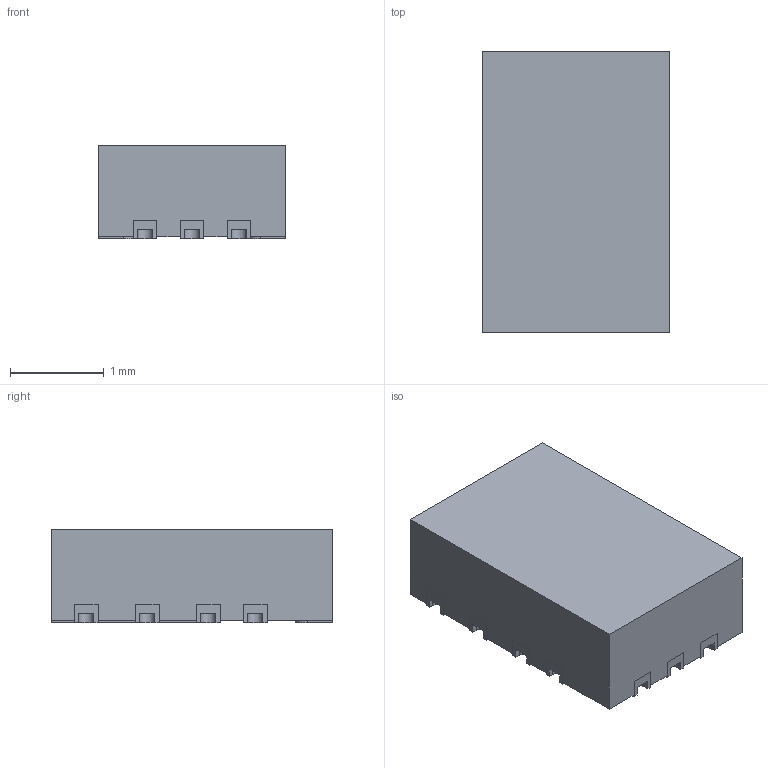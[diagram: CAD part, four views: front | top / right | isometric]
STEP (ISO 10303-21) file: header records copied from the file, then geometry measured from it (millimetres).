
FILE_DESCRIPTION((''),'2;1');
FILE_NAME('RNX0012C_ASM','2019-05-24T10:48:09',('a0412086'),(''),'CREO PARAMETRIC BY PTC INC, 2018020','CREO PARAMETRIC BY PTC INC, 2018020','');
FILE_SCHEMA(('AUTOMOTIVE_DESIGN { 1 0 10303 214 1 1 1 1 }'));
Length unit declared in the file: millimetre
Products named in the file (3): FRAME_AF0; BODY_AF0; RNX0012C_ASM
Assembly tree (2 placements, depth 2):
  RNX0012C_ASM
    FRAME_AF0
    BODY_AF0
Bounding box: 2 x 3 x 1 mm (x, y, z)
Volume: 5.9 mm3; surface area: 30.2 mm2
Topology: 13 solids, 13 shells, 174 faces, 444 edges, 296 vertices
Faces by surface type: plane 142, cylinder 32
Entity records: 6879 total; most frequent: CARTESIAN_POINT 926, ORIENTED_EDGE 888, DIRECTION 866, PRESENTATION_STYLE_ASSIGNMENT 469, STYLED_ITEM 457, CURVE_STYLE 444, EDGE_CURVE 444, VECTOR 380
